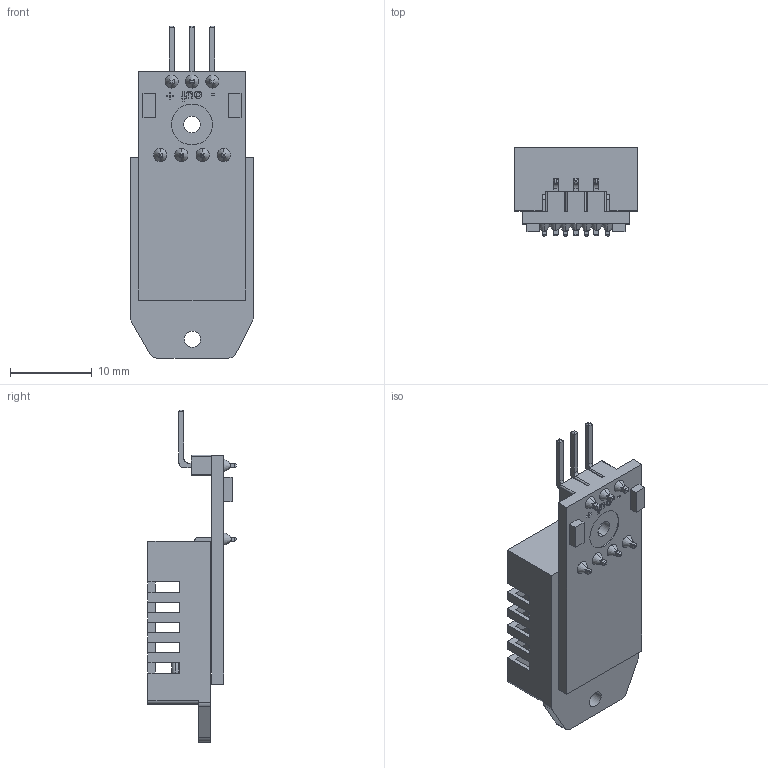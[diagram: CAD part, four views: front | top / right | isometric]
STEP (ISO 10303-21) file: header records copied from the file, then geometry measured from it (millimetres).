
FILE_DESCRIPTION (( 'STEP AP203' ), '1' );
FILE_NAME ('DHT22.STEP', '2020-03-03T18:48:55', ( '' ), ( '' ), 'SwSTEP 2.0', 'SolidWorks 2020', '' );
FILE_SCHEMA (( 'CONFIG_CONTROL_DESIGN' ));
Length unit declared in the file: millimetre
Products named in the file (1): DHT22
Bounding box: 15 x 10.8 x 40.65 mm (x, y, z)
Volume: 2317.9 mm3; surface area: 2813.9 mm2
Topology: 1 solids, 1 shells, 618 faces, 1731 edges, 1133 vertices
Faces by surface type: plane 419, cylinder 96, bspline 84, cone 14, torus 5
Entity records: 24740 total; most frequent: CARTESIAN_POINT 9338, ORIENTED_EDGE 3462, DIRECTION 2665, EDGE_CURVE 1731, VECTOR 1349, LINE 1349, VERTEX_POINT 1133, EDGE_LOOP 700
